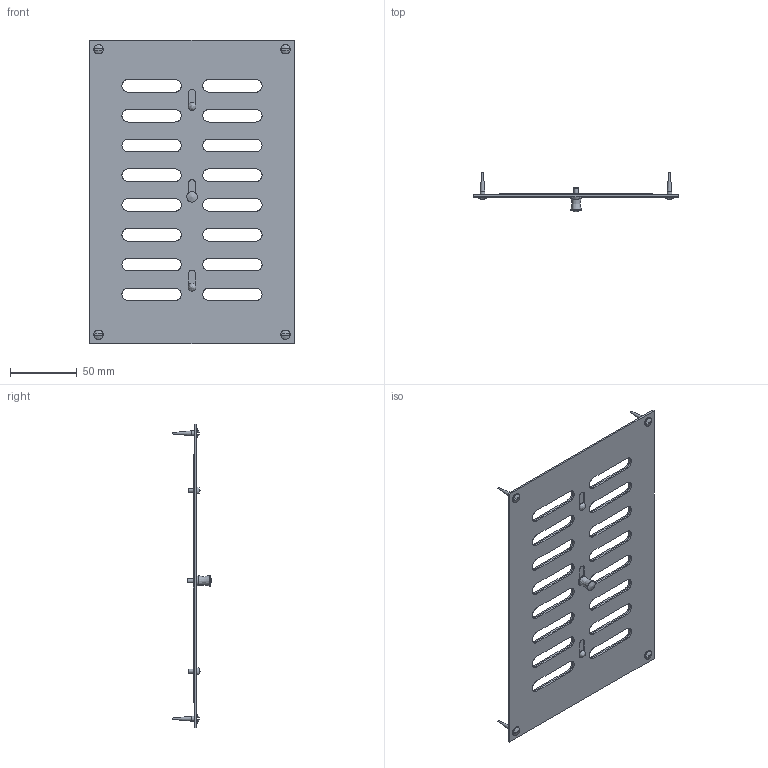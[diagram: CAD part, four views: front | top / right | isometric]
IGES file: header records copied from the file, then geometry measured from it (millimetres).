
Global section: file name: P2850-C; native system: Autodesk Inventor 2018; preprocessor: unknown; author: aduggalther; date: 20180911.112613; units: millimetre
Bounding box: 152.5 x 29.47 x 226.55 mm (x, y, z)
Volume: 56495.3 mm3; surface area: 92806.5 mm2
Topology: 9 solids, 9 shells, 220 faces, 616 edges, 418 vertices
Faces by surface type: bspline 220
